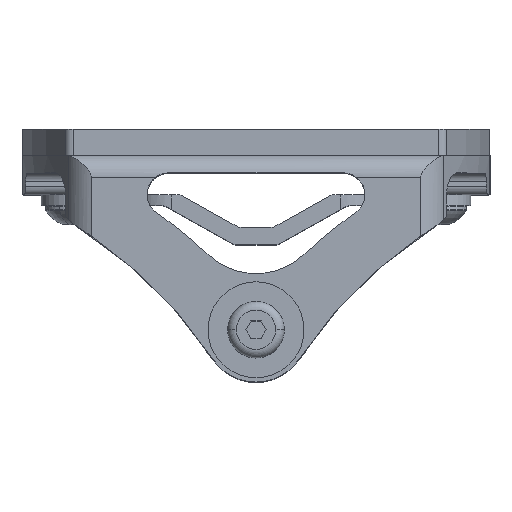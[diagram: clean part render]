
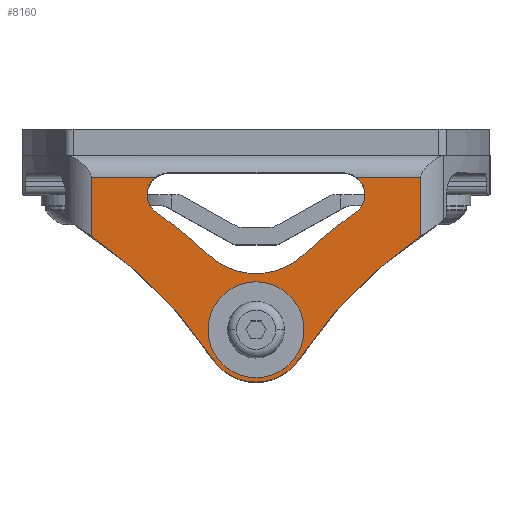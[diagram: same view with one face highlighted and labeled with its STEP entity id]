
A CAD part, top view. The second image highlights one B-rep face of the part: STEP entity #8160.
In plain terms, the highlighted planar face has unit normal (0, 0, 1).
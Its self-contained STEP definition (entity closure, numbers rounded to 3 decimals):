
#43 = CARTESIAN_POINT ( 'NONE',  ( 23., 35., 39.18 ) ) ;
#66 = EDGE_CURVE ( 'NONE', #4043, #5064, #7364, .T. ) ;
#72 = CARTESIAN_POINT ( 'NONE',  ( -94.962, -62.69, 39.18 ) ) ;
#160 = DIRECTION ( 'NONE',  ( 0., 0., 1. ) ) ;
#162 = DIRECTION ( 'NONE',  ( -1., 0., 0. ) ) ;
#205 = CIRCLE ( 'NONE', #9963, 5. ) ;
#214 = EDGE_CURVE ( 'NONE', #4043, #755, #7674, .T. ) ;
#270 = EDGE_CURVE ( 'NONE', #4619, #2665, #5661, .T. ) ;
#488 = ORIENTED_EDGE ( 'NONE', *, *, #270, .T. ) ;
#543 = EDGE_CURVE ( 'NONE', #9928, #3111, #839, .T. ) ;
#566 = EDGE_CURVE ( 'NONE', #8018, #6067, #8656, .T. ) ;
#608 = VECTOR ( 'NONE', #9917, 1000. ) ;
#755 = VERTEX_POINT ( 'NONE', #10339 ) ;
#839 = CIRCLE ( 'NONE', #10662, 16. ) ;
#844 = DIRECTION ( 'NONE',  ( 0., 0., 1. ) ) ;
#889 = DIRECTION ( 'NONE',  ( -1., 0., 0. ) ) ;
#1355 = DIRECTION ( 'NONE',  ( 1., 0., 0. ) ) ;
#1356 = AXIS2_PLACEMENT_3D ( 'NONE', #7893, #1903, #1946 ) ;
#1407 = CARTESIAN_POINT ( 'NONE',  ( 8., 0., 39.18 ) ) ;
#1420 = DIRECTION ( 'NONE',  ( 0., 0., 1. ) ) ;
#1571 = AXIS2_PLACEMENT_3D ( 'NONE', #6363, #1420, #2332 ) ;
#1624 = CARTESIAN_POINT ( 'NONE',  ( -10.015, -6.611, 39.18 ) ) ;
#1903 = DIRECTION ( 'NONE',  ( 0., 0., 1. ) ) ;
#1946 = DIRECTION ( 'NONE',  ( 1., 0., 0. ) ) ;
#2164 = FACE_BOUND ( 'NONE', #11894, .T. ) ;
#2207 = CARTESIAN_POINT ( 'NONE',  ( 22.849, 26.891, 39.18 ) ) ;
#2332 = DIRECTION ( 'NONE',  ( 0., -1., 0. ) ) ;
#2665 = VERTEX_POINT ( 'NONE', #7810 ) ;
#2794 = ORIENTED_EDGE ( 'NONE', *, *, #4372, .F. ) ;
#2889 = VERTEX_POINT ( 'NONE', #6144 ) ;
#3017 = DIRECTION ( 'NONE',  ( 0., 0., -1. ) ) ;
#3109 = DIRECTION ( 'NONE',  ( 0., 0., 1. ) ) ;
#3111 = VERTEX_POINT ( 'NONE', #4621 ) ;
#3276 = ORIENTED_EDGE ( 'NONE', *, *, #566, .F. ) ;
#3299 = EDGE_CURVE ( 'NONE', #5064, #11994, #205, .T. ) ;
#3349 = ORIENTED_EDGE ( 'NONE', *, *, #3614, .F. ) ;
#3363 = DIRECTION ( 'NONE',  ( 0., 0., 1. ) ) ;
#3381 = EDGE_CURVE ( 'NONE', #755, #4619, #8569, .T. ) ;
#3505 = AXIS2_PLACEMENT_3D ( 'NONE', #9062, #6216, #162 ) ;
#3539 = CARTESIAN_POINT ( 'NONE',  ( 0., 0., 39.18 ) ) ;
#3614 = EDGE_CURVE ( 'NONE', #2889, #11267, #11188, .T. ) ;
#3666 = EDGE_LOOP ( 'NONE', ( #4096, #4773, #10266, #12524, #488, #8402, #9145, #10349, #4881, #3276, #2794, #9306, #7829 ) ) ;
#3729 = CARTESIAN_POINT ( 'NONE',  ( 37.799, 16., 39.18 ) ) ;
#3760 = VERTEX_POINT ( 'NONE', #43 ) ;
#3816 = CIRCLE ( 'NONE', #4420, 101.789 ) ;
#4036 = CARTESIAN_POINT ( 'NONE',  ( 25., 31., 39.18 ) ) ;
#4043 = VERTEX_POINT ( 'NONE', #11303 ) ;
#4096 = ORIENTED_EDGE ( 'NONE', *, *, #3299, .F. ) ;
#4207 = AXIS2_PLACEMENT_3D ( 'NONE', #72, #3017, #889 ) ;
#4305 = CARTESIAN_POINT ( 'NONE',  ( 0., 0., 39.18 ) ) ;
#4356 = CARTESIAN_POINT ( 'NONE',  ( -23., 35., 39.18 ) ) ;
#4372 = EDGE_CURVE ( 'NONE', #3111, #8018, #5179, .T. ) ;
#4420 = AXIS2_PLACEMENT_3D ( 'NONE', #9107, #7052, #11080 ) ;
#4511 = EDGE_CURVE ( 'NONE', #6067, #3760, #9389, .T. ) ;
#4598 = AXIS2_PLACEMENT_3D ( 'NONE', #5133, #3109, #8144 ) ;
#4619 = VERTEX_POINT ( 'NONE', #1624 ) ;
#4621 = CARTESIAN_POINT ( 'NONE',  ( 11.012, 17.266, 39.18 ) ) ;
#4773 = ORIENTED_EDGE ( 'NONE', *, *, #66, .F. ) ;
#4881 = ORIENTED_EDGE ( 'NONE', *, *, #4511, .F. ) ;
#4890 = VECTOR ( 'NONE', #12415, 1000. ) ;
#4986 = CARTESIAN_POINT ( 'NONE',  ( -60., 35., 39.18 ) ) ;
#5054 = CARTESIAN_POINT ( 'NONE',  ( 0., 28.873, 39.18 ) ) ;
#5064 = VERTEX_POINT ( 'NONE', #4356 ) ;
#5133 = CARTESIAN_POINT ( 'NONE',  ( 20., 31., 39.18 ) ) ;
#5159 = CIRCLE ( 'NONE', #12017, 100. ) ;
#5174 = DIRECTION ( 'NONE',  ( 1., 0., 0. ) ) ;
#5179 = CIRCLE ( 'NONE', #3505, 100. ) ;
#5287 = DIRECTION ( 'NONE',  ( 0., 0., 1. ) ) ;
#5296 = CARTESIAN_POINT ( 'NONE',  ( 20., 31., 39.18 ) ) ;
#5661 = CIRCLE ( 'NONE', #1356, 12. ) ;
#6067 = VERTEX_POINT ( 'NONE', #4036 ) ;
#6088 = CARTESIAN_POINT ( 'NONE',  ( -60., 35., 39.18 ) ) ;
#6144 = CARTESIAN_POINT ( 'NONE',  ( -8., 0., 39.18 ) ) ;
#6216 = DIRECTION ( 'NONE',  ( 0., 0., -1. ) ) ;
#6233 = PLANE ( 'NONE',  #1571 ) ;
#6363 = CARTESIAN_POINT ( 'NONE',  ( -60., 35., 39.18 ) ) ;
#6428 = EDGE_CURVE ( 'NONE', #11994, #9928, #5159, .T. ) ;
#6495 = LINE ( 'NONE', #4986, #608 ) ;
#6777 = CARTESIAN_POINT ( 'NONE',  ( -20., 31., 39.18 ) ) ;
#6927 = CARTESIAN_POINT ( 'NONE',  ( 37.799, 21.532, 39.18 ) ) ;
#7052 = DIRECTION ( 'NONE',  ( 0., 0., -1. ) ) ;
#7364 = LINE ( 'NONE', #6088, #12623 ) ;
#7674 = LINE ( 'NONE', #9613, #4890 ) ;
#7698 = CIRCLE ( 'NONE', #11480, 8. ) ;
#7810 = CARTESIAN_POINT ( 'NONE',  ( 10.015, -6.611, 39.18 ) ) ;
#7829 = ORIENTED_EDGE ( 'NONE', *, *, #6428, .F. ) ;
#7893 = CARTESIAN_POINT ( 'NONE',  ( 0., 0., 39.18 ) ) ;
#7942 = EDGE_CURVE ( 'NONE', #3760, #10429, #6495, .T. ) ;
#8007 = CARTESIAN_POINT ( 'NONE',  ( -11.012, 17.266, 39.18 ) ) ;
#8018 = VERTEX_POINT ( 'NONE', #2207 ) ;
#8144 = DIRECTION ( 'NONE',  ( 1., 0., 0. ) ) ;
#8160 = ADVANCED_FACE ( 'NONE', ( #10706, #2164 ), #6233, .T. ) ;
#8402 = ORIENTED_EDGE ( 'NONE', *, *, #11100, .T. ) ;
#8528 = DIRECTION ( 'NONE',  ( 0., 0., 1. ) ) ;
#8569 = CIRCLE ( 'NONE', #4207, 101.789 ) ;
#8656 = CIRCLE ( 'NONE', #4598, 5. ) ;
#8712 = DIRECTION ( 'NONE',  ( 1., 0., 0. ) ) ;
#8717 = DIRECTION ( 'NONE',  ( -1., 0., 0. ) ) ;
#8822 = CARTESIAN_POINT ( 'NONE',  ( 37.799, 35., 39.18 ) ) ;
#8984 = DIRECTION ( 'NONE',  ( 1., 0., 0. ) ) ;
#9062 = CARTESIAN_POINT ( 'NONE',  ( 79.838, -55.281, 39.18 ) ) ;
#9107 = CARTESIAN_POINT ( 'NONE',  ( 94.962, -62.69, 39.18 ) ) ;
#9145 = ORIENTED_EDGE ( 'NONE', *, *, #12586, .T. ) ;
#9306 = ORIENTED_EDGE ( 'NONE', *, *, #543, .F. ) ;
#9389 = CIRCLE ( 'NONE', #9925, 5. ) ;
#9589 = VECTOR ( 'NONE', #12620, 1000. ) ;
#9613 = CARTESIAN_POINT ( 'NONE',  ( -37.799, 16., 39.18 ) ) ;
#9917 = DIRECTION ( 'NONE',  ( 1., 0., 0. ) ) ;
#9925 = AXIS2_PLACEMENT_3D ( 'NONE', #5296, #3363, #10299 ) ;
#9928 = VERTEX_POINT ( 'NONE', #8007 ) ;
#9963 = AXIS2_PLACEMENT_3D ( 'NONE', #6777, #844, #8717 ) ;
#10266 = ORIENTED_EDGE ( 'NONE', *, *, #214, .T. ) ;
#10299 = DIRECTION ( 'NONE',  ( 1., 0., 0. ) ) ;
#10339 = CARTESIAN_POINT ( 'NONE',  ( -37.799, 21.532, 39.18 ) ) ;
#10349 = ORIENTED_EDGE ( 'NONE', *, *, #7942, .F. ) ;
#10429 = VERTEX_POINT ( 'NONE', #8822 ) ;
#10487 = VERTEX_POINT ( 'NONE', #6927 ) ;
#10500 = LINE ( 'NONE', #3729, #9589 ) ;
#10662 = AXIS2_PLACEMENT_3D ( 'NONE', #5054, #160, #5174 ) ;
#10706 = FACE_OUTER_BOUND ( 'NONE', #3666, .T. ) ;
#10998 = ORIENTED_EDGE ( 'NONE', *, *, #11698, .F. ) ;
#11036 = CARTESIAN_POINT ( 'NONE',  ( -79.838, -55.281, 39.18 ) ) ;
#11080 = DIRECTION ( 'NONE',  ( 1., 0., 0. ) ) ;
#11100 = EDGE_CURVE ( 'NONE', #2665, #10487, #3816, .T. ) ;
#11188 = CIRCLE ( 'NONE', #12808, 8. ) ;
#11267 = VERTEX_POINT ( 'NONE', #1407 ) ;
#11303 = CARTESIAN_POINT ( 'NONE',  ( -37.799, 35., 39.18 ) ) ;
#11480 = AXIS2_PLACEMENT_3D ( 'NONE', #4305, #5287, #1355 ) ;
#11698 = EDGE_CURVE ( 'NONE', #11267, #2889, #7698, .T. ) ;
#11894 = EDGE_LOOP ( 'NONE', ( #10998, #3349 ) ) ;
#11994 = VERTEX_POINT ( 'NONE', #12596 ) ;
#12017 = AXIS2_PLACEMENT_3D ( 'NONE', #11036, #12025, #8984 ) ;
#12025 = DIRECTION ( 'NONE',  ( 0., 0., -1. ) ) ;
#12339 = DIRECTION ( 'NONE',  ( 1., 0., 0. ) ) ;
#12415 = DIRECTION ( 'NONE',  ( 0., -1., 0. ) ) ;
#12524 = ORIENTED_EDGE ( 'NONE', *, *, #3381, .T. ) ;
#12586 = EDGE_CURVE ( 'NONE', #10487, #10429, #10500, .T. ) ;
#12596 = CARTESIAN_POINT ( 'NONE',  ( -22.849, 26.891, 39.18 ) ) ;
#12620 = DIRECTION ( 'NONE',  ( 0., 1., 0. ) ) ;
#12623 = VECTOR ( 'NONE', #12339, 1000. ) ;
#12808 = AXIS2_PLACEMENT_3D ( 'NONE', #3539, #8528, #8712 ) ;
